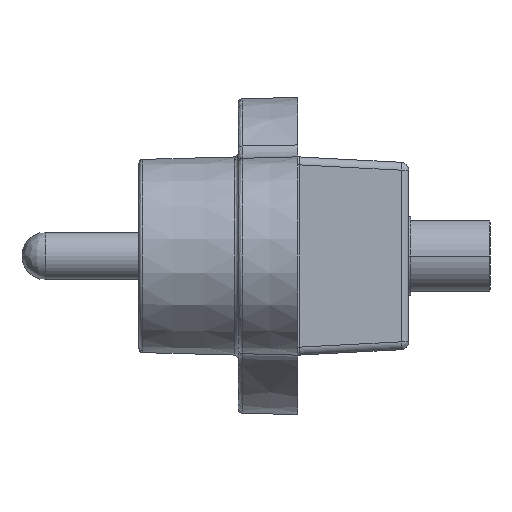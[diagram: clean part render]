
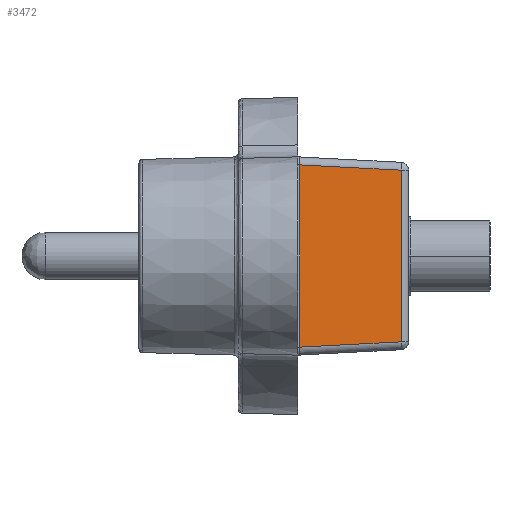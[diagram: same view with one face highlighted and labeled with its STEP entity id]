
A CAD part, left-side view. The second image highlights one B-rep face of the part: STEP entity #3472.
In plain terms, the highlighted planar face has unit normal (-0.999, -0.052, 0).
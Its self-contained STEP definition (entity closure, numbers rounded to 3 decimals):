
#471 = DIRECTION ( 'NONE',  ( 0.052, -0.999, 0. ) ) ;
#663 = AXIS2_PLACEMENT_3D ( 'NONE', #4254, #2307, #471 ) ;
#755 = VECTOR ( 'NONE', #6184, 1000. ) ;
#1261 = ORIENTED_EDGE ( 'NONE', *, *, #2996, .T. ) ;
#1307 = CARTESIAN_POINT ( 'NONE',  ( -2.163, -2.61, -2.5 ) ) ;
#1625 = EDGE_LOOP ( 'NONE', ( #7752, #2922, #1261, #7402 ) ) ;
#1658 = CARTESIAN_POINT ( 'NONE',  ( -2.163, -2.61, 2.163 ) ) ;
#1780 = EDGE_CURVE ( 'NONE', #6003, #4530, #6781, .T. ) ;
#2307 = DIRECTION ( 'NONE',  ( -0.999, -0.052, 0. ) ) ;
#2473 = VECTOR ( 'NONE', #6559, 1000. ) ;
#2554 = DIRECTION ( 'NONE',  ( 0., 0., -1. ) ) ;
#2597 = VECTOR ( 'NONE', #2554, 1000. ) ;
#2893 = FACE_OUTER_BOUND ( 'NONE', #1625, .T. ) ;
#2922 = ORIENTED_EDGE ( 'NONE', *, *, #1780, .T. ) ;
#2996 = EDGE_CURVE ( 'NONE', #4530, #5395, #3408, .T. ) ;
#3071 = EDGE_CURVE ( 'NONE', #6889, #6003, #6675, .T. ) ;
#3225 = EDGE_CURVE ( 'NONE', #5395, #6889, #6752, .T. ) ;
#3341 = VECTOR ( 'NONE', #4266, 1000. ) ;
#3408 = LINE ( 'NONE', #3452, #2473 ) ;
#3452 = CARTESIAN_POINT ( 'NONE',  ( -2.163, -2.61, 2.163 ) ) ;
#3472 = ADVANCED_FACE ( 'NONE', ( #2893 ), #4174, .T. ) ;
#4174 = PLANE ( 'NONE',  #663 ) ;
#4254 = CARTESIAN_POINT ( 'NONE',  ( -2.3, 0., -2.5 ) ) ;
#4266 = DIRECTION ( 'NONE',  ( 0.052, -0.997, 0.052 ) ) ;
#4348 = CARTESIAN_POINT ( 'NONE',  ( -2.298, -0.047, -2.5 ) ) ;
#4530 = VERTEX_POINT ( 'NONE', #1658 ) ;
#4755 = CARTESIAN_POINT ( 'NONE',  ( -2.298, -0.047, -2.298 ) ) ;
#5121 = CARTESIAN_POINT ( 'NONE',  ( -2.298, -0.047, 2.298 ) ) ;
#5395 = VERTEX_POINT ( 'NONE', #5121 ) ;
#6003 = VERTEX_POINT ( 'NONE', #6672 ) ;
#6184 = DIRECTION ( 'NONE',  ( 0., 0., 1. ) ) ;
#6559 = DIRECTION ( 'NONE',  ( -0.052, 0.997, 0.052 ) ) ;
#6672 = CARTESIAN_POINT ( 'NONE',  ( -2.163, -2.61, -2.163 ) ) ;
#6675 = LINE ( 'NONE', #4755, #3341 ) ;
#6752 = LINE ( 'NONE', #4348, #2597 ) ;
#6781 = LINE ( 'NONE', #1307, #755 ) ;
#6889 = VERTEX_POINT ( 'NONE', #7395 ) ;
#7395 = CARTESIAN_POINT ( 'NONE',  ( -2.298, -0.047, -2.298 ) ) ;
#7402 = ORIENTED_EDGE ( 'NONE', *, *, #3225, .T. ) ;
#7752 = ORIENTED_EDGE ( 'NONE', *, *, #3071, .T. ) ;
